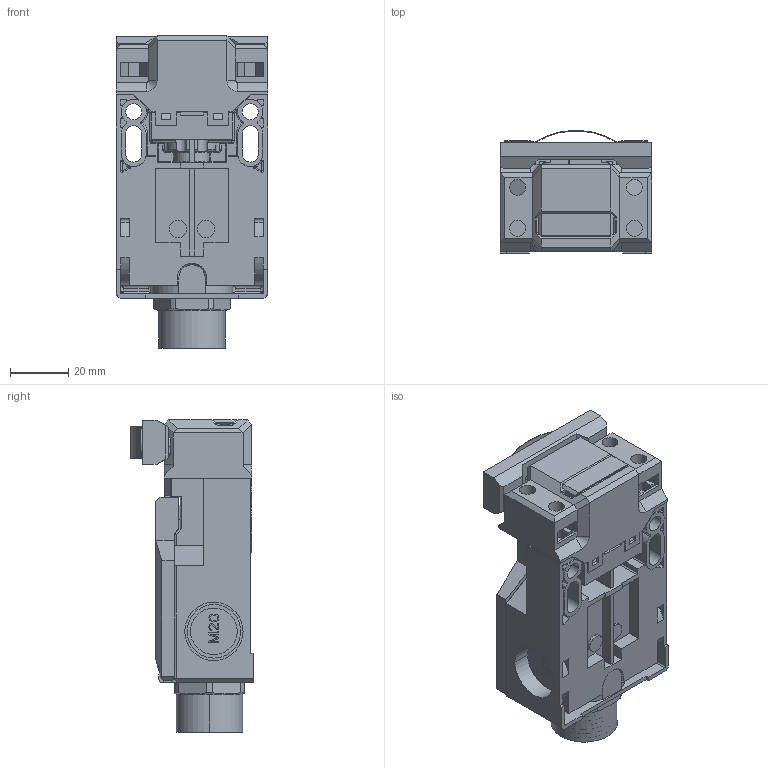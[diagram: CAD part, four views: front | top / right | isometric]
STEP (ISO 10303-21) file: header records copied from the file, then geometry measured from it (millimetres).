
FILE_DESCRIPTION((''),'2;1');
FILE_NAME('192591_ASM','2016-01-27T',('pdmadmin'),(''),'PRO/ENGINEER BY PARAMETRIC TECHNOLOGY CORPORATION, 2013230','PRO/ENGINEER BY PARAMETRIC TECHNOLOGY CORPORATION, 2013230','');
FILE_SCHEMA(('CONFIG_CONTROL_DESIGN'));
Products named in the file (9): SI-QS90_INTERLOCK_BODY; 65145; 47896---SI-QS-SSA-4_PART_1; 47896---SI-QS-SSA-4_PART_2; 47896---SI-QS-SSA-4_PART_3; 47896---SI-QS-SSA-4_PART_4; 47896---SI-QS-SSA-4_ASM; 46709---SI-QS90M_ASM; 192591_ASM
Assembly tree (9 placements, depth 4):
  192591_ASM
    46709---SI-QS90M_ASM
      SI-QS90_INTERLOCK_BODY
      65145
      47896---SI-QS-SSA-4_ASM
        47896---SI-QS-SSA-4_PART_1
        47896---SI-QS-SSA-4_PART_2
        47896---SI-QS-SSA-4_PART_3
        47896---SI-QS-SSA-4_PART_4  x2
Bounding box: 52 x 42.02 x 107.22 mm (x, y, z)
Volume: 72043.6 mm3; surface area: 70830.3 mm2
Topology: 10 solids, 13 shells, 2940 faces, 7786 edges, 4840 vertices
Faces by surface type: plane 1569, cylinder 896, torus 209, bspline 112, sphere 108, cone 38, extrusion 8
Entity records: 97323 total; most frequent: CARTESIAN_POINT 24589, ORIENTED_EDGE 15468, DIRECTION 14904, EDGE_CURVE 7740, VECTOR 5148, LINE 5140, AXIS2_PLACEMENT_3D 4878, VERTEX_POINT 4818
